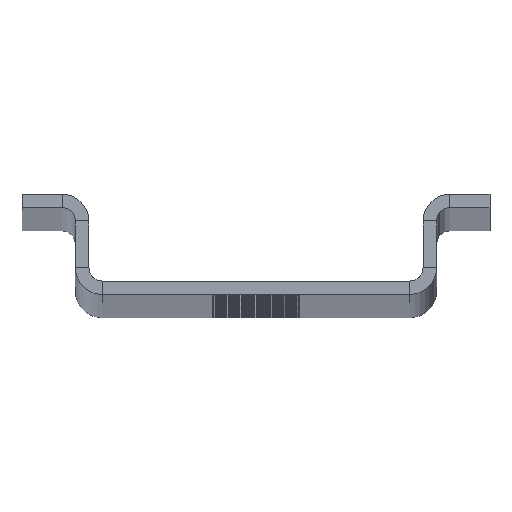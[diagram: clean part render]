
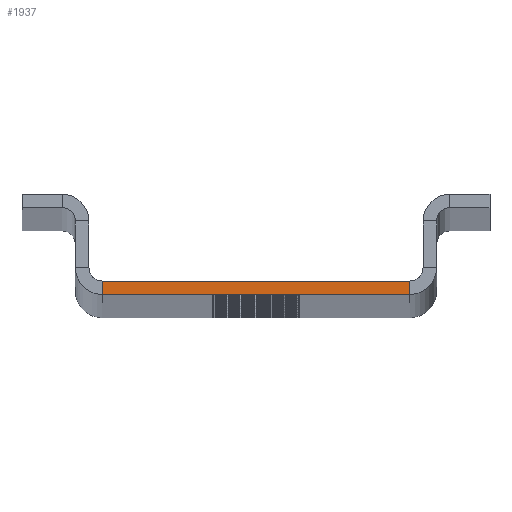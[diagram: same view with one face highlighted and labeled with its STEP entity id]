
A CAD part, top view. The second image highlights one B-rep face of the part: STEP entity #1937.
In plain terms, the highlighted planar face has unit normal (0, 0, 1).
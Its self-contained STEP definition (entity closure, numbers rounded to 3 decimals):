
#163 = FACE_OUTER_BOUND ( 'NONE', #3737, .T. ) ;
#246 = ORIENTED_EDGE ( 'NONE', *, *, #1704, .T. ) ;
#253 = DIRECTION ( 'NONE',  ( 1., 0., 0. ) ) ;
#284 = DIRECTION ( 'NONE',  ( 0., 0., 1. ) ) ;
#332 = LINE ( 'NONE', #3806, #5307 ) ;
#336 = CARTESIAN_POINT ( 'NONE',  ( -13.5, 0., 500. ) ) ;
#608 = VECTOR ( 'NONE', #733, 1000. ) ;
#634 = ORIENTED_EDGE ( 'NONE', *, *, #5500, .T. ) ;
#733 = DIRECTION ( 'NONE',  ( -1., 0., 0. ) ) ;
#860 = LINE ( 'NONE', #336, #2763 ) ;
#1061 = PLANE ( 'NONE',  #1381 ) ;
#1114 = CARTESIAN_POINT ( 'NONE',  ( 11.5, 0., 500. ) ) ;
#1381 = AXIS2_PLACEMENT_3D ( 'NONE', #1579, #284, #253 ) ;
#1444 = LINE ( 'NONE', #3545, #5231 ) ;
#1579 = CARTESIAN_POINT ( 'NONE',  ( 12.5, 2001.529, 500. ) ) ;
#1704 = EDGE_CURVE ( 'NONE', #3701, #2661, #332, .T. ) ;
#1937 = ADVANCED_FACE ( '�����1', ( #163 ), #1061, .T. ) ;
#2002 = CARTESIAN_POINT ( 'NONE',  ( -11.5, 1., 500. ) ) ;
#2204 = CARTESIAN_POINT ( 'NONE',  ( 11.5, 1., 500. ) ) ;
#2269 = CARTESIAN_POINT ( 'NONE',  ( -11.5, 0., 500. ) ) ;
#2362 = VERTEX_POINT ( 'NONE', #1114 ) ;
#2661 = VERTEX_POINT ( 'NONE', #2269 ) ;
#2763 = VECTOR ( 'NONE', #3013, 1000. ) ;
#2887 = DIRECTION ( 'NONE',  ( 0., -1., 0. ) ) ;
#2940 = ORIENTED_EDGE ( 'NONE', *, *, #5599, .F. ) ;
#3013 = DIRECTION ( 'NONE',  ( 1., 0., 0. ) ) ;
#3491 = ORIENTED_EDGE ( 'NONE', *, *, #4276, .T. ) ;
#3545 = CARTESIAN_POINT ( 'NONE',  ( 11.5, 2001.529, 500. ) ) ;
#3701 = VERTEX_POINT ( 'NONE', #2002 ) ;
#3737 = EDGE_LOOP ( 'NONE', ( #634, #2940, #3491, #246 ) ) ;
#3806 = CARTESIAN_POINT ( 'NONE',  ( -11.5, 2001.529, 500. ) ) ;
#4276 = EDGE_CURVE ( '������43', #4805, #3701, #5212, .T. ) ;
#4782 = CARTESIAN_POINT ( 'NONE',  ( 12.5, 1., 500. ) ) ;
#4805 = VERTEX_POINT ( 'NONE', #2204 ) ;
#4912 = DIRECTION ( 'NONE',  ( 0., -1., 0. ) ) ;
#5212 = LINE ( 'NONE', #4782, #608 ) ;
#5231 = VECTOR ( 'NONE', #4912, 1000. ) ;
#5307 = VECTOR ( 'NONE', #2887, 1000. ) ;
#5500 = EDGE_CURVE ( '������44', #2661, #2362, #860, .T. ) ;
#5599 = EDGE_CURVE ( 'NONE', #4805, #2362, #1444, .T. ) ;
